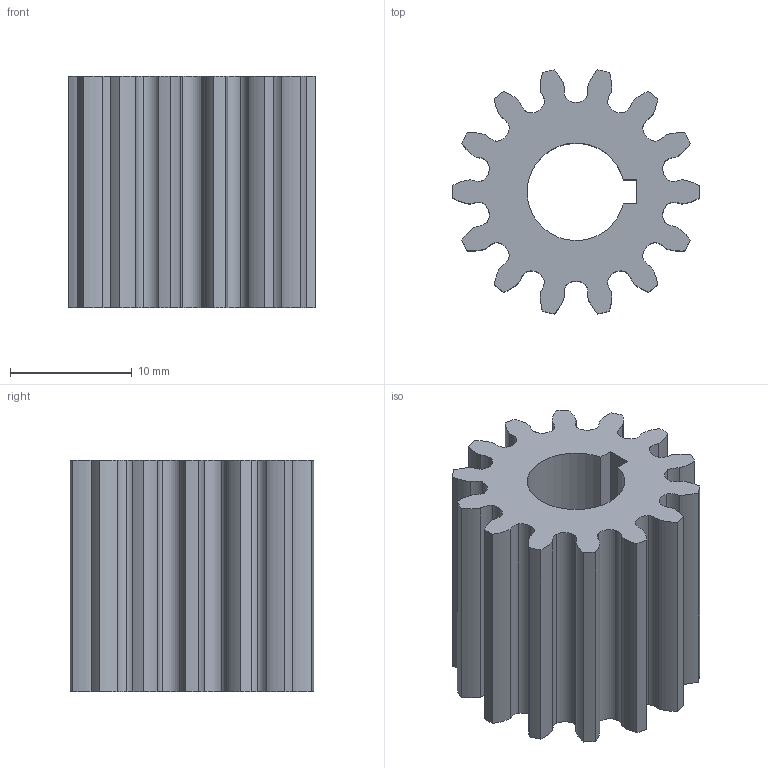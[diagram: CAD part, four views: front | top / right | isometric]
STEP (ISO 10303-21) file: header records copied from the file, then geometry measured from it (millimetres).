
FILE_DESCRIPTION (( 'STEP AP203' ), '1' );
FILE_NAME ('REV-21-2002.STEP', '2020-07-29T18:17:28', ( '' ), ( '' ), 'SwSTEP 2.0', 'SolidWorks 2019', '' );
FILE_SCHEMA (( 'CONFIG_CONTROL_DESIGN' ));
Length unit declared in the file: inch
Products named in the file (1): REV-21-2002
Bounding box: 20.36 x 20.05 x 19.05 mm (x, y, z)
Volume: 3565.4 mm3; surface area: 3036.6 mm2
Topology: 1 solids, 1 shells, 91 faces, 267 edges, 178 vertices
Faces by surface type: bspline 56, cylinder 30, plane 5
Entity records: 5064 total; most frequent: CARTESIAN_POINT 2889, ORIENTED_EDGE 534, DIRECTION 287, EDGE_CURVE 267, VERTEX_POINT 178, B_SPLINE_CURVE_WITH_KNOTS 112, AXIS2_PLACEMENT_3D 96, VECTOR 95
